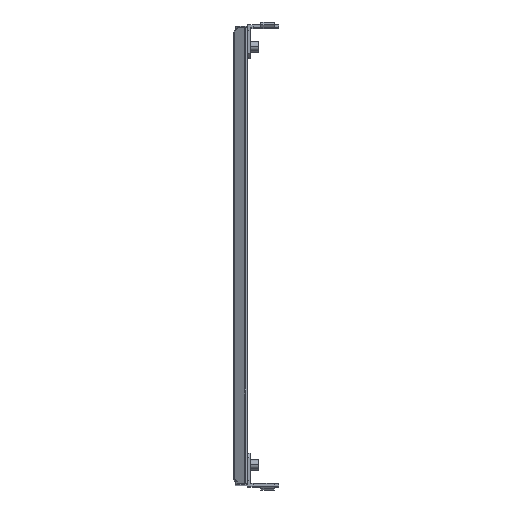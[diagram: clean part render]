
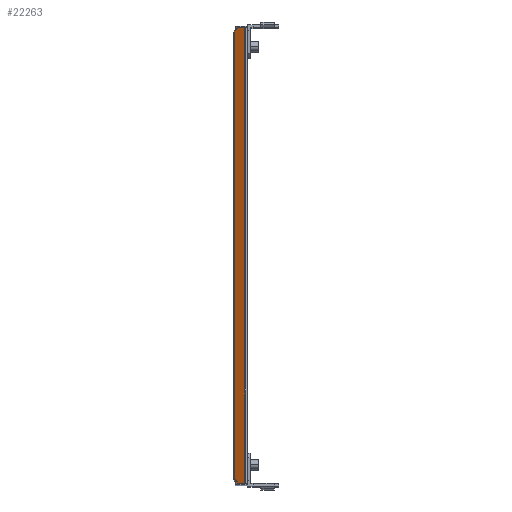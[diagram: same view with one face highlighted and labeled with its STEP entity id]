
A CAD part, top view. The second image highlights one B-rep face of the part: STEP entity #22263.
In plain terms, the highlighted planar face has unit normal (-0.5, 0, 0.866).
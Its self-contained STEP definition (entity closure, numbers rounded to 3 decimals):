
#42 = CARTESIAN_POINT ( 'NONE',  ( -3.75, -152., 247.665 ) ) ;
#372 = VECTOR ( 'NONE', #17668, 1000. ) ;
#436 = CARTESIAN_POINT ( 'NONE',  ( -9.525, -152., 244.331 ) ) ;
#813 = LINE ( 'NONE', #42, #12897 ) ;
#890 = DIRECTION ( 'NONE',  ( -0.5, 0., 0.866 ) ) ;
#1173 = DIRECTION ( 'NONE',  ( -0.612, -0.707, -0.354 ) ) ;
#1483 = EDGE_CURVE ( 'NONE', #7294, #4600, #9209, .T. ) ;
#1773 = VECTOR ( 'NONE', #20076, 1000. ) ;
#2038 = EDGE_CURVE ( 'NONE', #5303, #18253, #9584, .T. ) ;
#2583 = VECTOR ( 'NONE', #1173, 1000. ) ;
#3675 = CARTESIAN_POINT ( 'NONE',  ( -1.732, 0., 248.83 ) ) ;
#4133 = EDGE_CURVE ( 'NONE', #9870, #18253, #21136, .T. ) ;
#4461 = VERTEX_POINT ( 'NONE', #13998 ) ;
#4528 = DIRECTION ( 'NONE',  ( 0.866, 0., 0.5 ) ) ;
#4600 = VERTEX_POINT ( 'NONE', #5547 ) ;
#5303 = VERTEX_POINT ( 'NONE', #11675 ) ;
#5435 = ORIENTED_EDGE ( 'NONE', *, *, #12506, .F. ) ;
#5547 = CARTESIAN_POINT ( 'NONE',  ( -3.75, 152., 247.665 ) ) ;
#6226 = ORIENTED_EDGE ( 'NONE', *, *, #2038, .F. ) ;
#6804 = EDGE_CURVE ( 'NONE', #9870, #15297, #22399, .T. ) ;
#7056 = EDGE_CURVE ( 'NONE', #5303, #11757, #813, .T. ) ;
#7294 = VERTEX_POINT ( 'NONE', #9130 ) ;
#7542 = CARTESIAN_POINT ( 'NONE',  ( -9.525, -149., 244.331 ) ) ;
#7599 = DIRECTION ( 'NONE',  ( -0.866, 0., -0.5 ) ) ;
#7773 = VECTOR ( 'NONE', #7599, 1000. ) ;
#7859 = LINE ( 'NONE', #7968, #2583 ) ;
#7876 = ORIENTED_EDGE ( 'NONE', *, *, #16220, .T. ) ;
#7968 = CARTESIAN_POINT ( 'NONE',  ( -122.888, 18.1, 178.881 ) ) ;
#8033 = VECTOR ( 'NONE', #10026, 1000. ) ;
#9130 = CARTESIAN_POINT ( 'NONE',  ( -6.927, 152., 245.831 ) ) ;
#9209 = LINE ( 'NONE', #12713, #1773 ) ;
#9428 = VECTOR ( 'NONE', #10832, 1000. ) ;
#9584 = LINE ( 'NONE', #436, #7773 ) ;
#9870 = VERTEX_POINT ( 'NONE', #7542 ) ;
#9914 = CARTESIAN_POINT ( 'NONE',  ( -1.732, -152., 248.83 ) ) ;
#10026 = DIRECTION ( 'NONE',  ( 0., 1., 0. ) ) ;
#10312 = CARTESIAN_POINT ( 'NONE',  ( -6.927, -152., 245.831 ) ) ;
#10832 = DIRECTION ( 'NONE',  ( 0., 1., 0. ) ) ;
#11351 = LINE ( 'NONE', #12989, #16671 ) ;
#11675 = CARTESIAN_POINT ( 'NONE',  ( -3.75, -152., 247.665 ) ) ;
#11757 = VERTEX_POINT ( 'NONE', #9914 ) ;
#11916 = FACE_OUTER_BOUND ( 'NONE', #15748, .T. ) ;
#12506 = EDGE_CURVE ( 'NONE', #4600, #4461, #11351, .T. ) ;
#12713 = CARTESIAN_POINT ( 'NONE',  ( -2.25, 152., 248.531 ) ) ;
#12897 = VECTOR ( 'NONE', #18400, 1000. ) ;
#12989 = CARTESIAN_POINT ( 'NONE',  ( -107.213, 152., 187.931 ) ) ;
#13171 = ORIENTED_EDGE ( 'NONE', *, *, #14938, .T. ) ;
#13547 = CARTESIAN_POINT ( 'NONE',  ( -107.213, 0., 187.931 ) ) ;
#13998 = CARTESIAN_POINT ( 'NONE',  ( -1.732, 152., 248.83 ) ) ;
#14938 = EDGE_CURVE ( 'NONE', #11757, #4461, #19715, .T. ) ;
#14955 = ORIENTED_EDGE ( 'NONE', *, *, #4133, .T. ) ;
#15297 = VERTEX_POINT ( 'NONE', #22104 ) ;
#15748 = EDGE_LOOP ( 'NONE', ( #19637, #13171, #5435, #21729, #7876, #22892, #14955, #6226 ) ) ;
#15908 = CARTESIAN_POINT ( 'NONE',  ( -122.888, -18.1, 178.881 ) ) ;
#16220 = EDGE_CURVE ( 'NONE', #7294, #15297, #7859, .T. ) ;
#16671 = VECTOR ( 'NONE', #18483, 1000. ) ;
#17668 = DIRECTION ( 'NONE',  ( 0.612, -0.707, 0.354 ) ) ;
#18253 = VERTEX_POINT ( 'NONE', #10312 ) ;
#18314 = AXIS2_PLACEMENT_3D ( 'NONE', #13547, #890, #4528 ) ;
#18400 = DIRECTION ( 'NONE',  ( 0.866, 0., 0.5 ) ) ;
#18483 = DIRECTION ( 'NONE',  ( 0.866, 0., 0.5 ) ) ;
#18907 = CARTESIAN_POINT ( 'NONE',  ( -9.525, 152., 244.331 ) ) ;
#19637 = ORIENTED_EDGE ( 'NONE', *, *, #7056, .T. ) ;
#19715 = LINE ( 'NONE', #3675, #9428 ) ;
#20076 = DIRECTION ( 'NONE',  ( 0.866, 0., 0.5 ) ) ;
#20436 = PLANE ( 'NONE',  #18314 ) ;
#21136 = LINE ( 'NONE', #15908, #372 ) ;
#21729 = ORIENTED_EDGE ( 'NONE', *, *, #1483, .F. ) ;
#22104 = CARTESIAN_POINT ( 'NONE',  ( -9.525, 149., 244.331 ) ) ;
#22263 = ADVANCED_FACE ( 'NONE', ( #11916 ), #20436, .T. ) ;
#22399 = LINE ( 'NONE', #18907, #8033 ) ;
#22892 = ORIENTED_EDGE ( 'NONE', *, *, #6804, .F. ) ;
